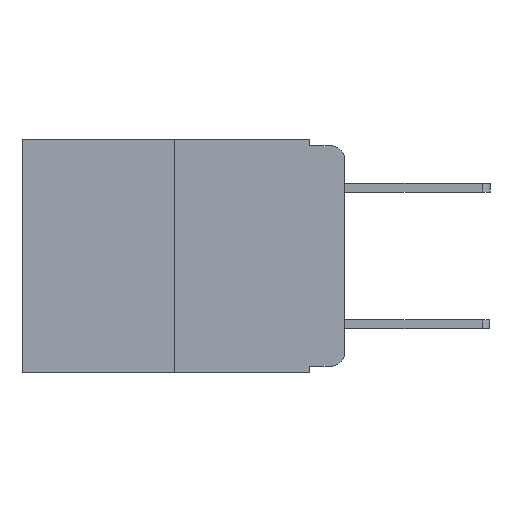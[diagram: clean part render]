
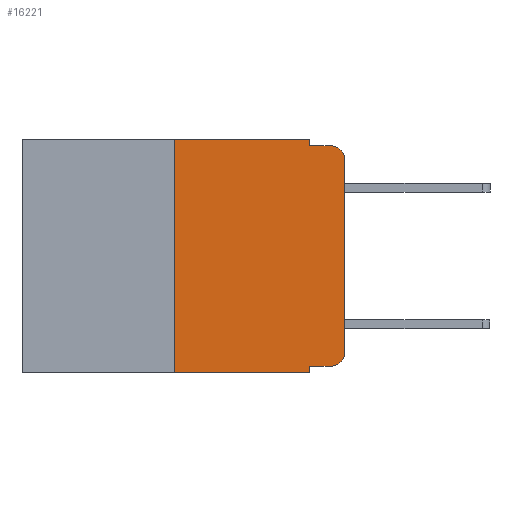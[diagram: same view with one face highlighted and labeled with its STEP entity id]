
A CAD part, left-side view. The second image highlights one B-rep face of the part: STEP entity #16221.
In plain terms, the highlighted planar face has unit normal (-1, 0, 0).
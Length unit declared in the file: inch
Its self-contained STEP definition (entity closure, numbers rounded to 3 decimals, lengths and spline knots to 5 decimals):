
#5 = CARTESIAN_POINT ( 'NONE',  ( 0., 0.473, -0.343 ) ) ;
#167 = DIRECTION ( 'NONE',  ( 0., -1., 0. ) ) ;
#1271 = DIRECTION ( 'NONE',  ( 0., -1., 0. ) ) ;
#1288 = DIRECTION ( 'NONE',  ( 0., 0., -1. ) ) ;
#1575 = CIRCLE ( 'NONE', #7425, 0.02 ) ;
#1704 = LINE ( 'NONE', #9136, #10704 ) ;
#1853 = VECTOR ( 'NONE', #1271, 39.37008 ) ;
#1887 = CIRCLE ( 'NONE', #5045, 0.02 ) ;
#1993 = ORIENTED_EDGE ( 'NONE', *, *, #4288, .F. ) ;
#2601 = VECTOR ( 'NONE', #167, 39.37008 ) ;
#3069 = CARTESIAN_POINT ( 'NONE',  ( 0., 0.473, 0. ) ) ;
#3457 = LINE ( 'NONE', #8752, #20544 ) ;
#3591 = DIRECTION ( 'NONE',  ( -1., 0., 0. ) ) ;
#3965 = ORIENTED_EDGE ( 'NONE', *, *, #19934, .F. ) ;
#4203 = ORIENTED_EDGE ( 'NONE', *, *, #11463, .F. ) ;
#4288 = EDGE_CURVE ( 'NONE', #16573, #11284, #1704, .T. ) ;
#4470 = VERTEX_POINT ( 'NONE', #5627 ) ;
#4750 = ORIENTED_EDGE ( 'NONE', *, *, #10620, .T. ) ;
#5045 = AXIS2_PLACEMENT_3D ( 'NONE', #13619, #3591, #15252 ) ;
#5183 = VERTEX_POINT ( 'NONE', #13336 ) ;
#5627 = CARTESIAN_POINT ( 'NONE',  ( 0., 0.051, 0. ) ) ;
#5840 = LINE ( 'NONE', #11436, #1853 ) ;
#5959 = CARTESIAN_POINT ( 'NONE',  ( 0., 0., -0.313 ) ) ;
#6061 = CARTESIAN_POINT ( 'NONE',  ( 0., 0.051, -0.01 ) ) ;
#6601 = DIRECTION ( 'NONE',  ( 0., -1., 0. ) ) ;
#6941 = DIRECTION ( 'NONE',  ( 0., 0., 1. ) ) ;
#6955 = CARTESIAN_POINT ( 'NONE',  ( 0., 0.051, 0. ) ) ;
#7425 = AXIS2_PLACEMENT_3D ( 'NONE', #8742, #8721, #8970 ) ;
#7668 = EDGE_CURVE ( 'NONE', #18070, #9165, #1575, .T. ) ;
#7755 = CARTESIAN_POINT ( 'NONE',  ( 0., 0.051, -0.343 ) ) ;
#8153 = DIRECTION ( 'NONE',  ( 1., 0., 0. ) ) ;
#8721 = DIRECTION ( 'NONE',  ( -1., 0., 0. ) ) ;
#8742 = CARTESIAN_POINT ( 'NONE',  ( 0., 0.02, -0.313 ) ) ;
#8752 = CARTESIAN_POINT ( 'NONE',  ( 0., 0.25, 0. ) ) ;
#8901 = EDGE_CURVE ( 'NONE', #9165, #12824, #15947, .T. ) ;
#8920 = EDGE_CURVE ( 'NONE', #5183, #18646, #16455, .T. ) ;
#8970 = DIRECTION ( 'NONE',  ( 0., 0., -1. ) ) ;
#9136 = CARTESIAN_POINT ( 'NONE',  ( 0., 0.051, -0.01 ) ) ;
#9163 = ORIENTED_EDGE ( 'NONE', *, *, #18325, .F. ) ;
#9165 = VERTEX_POINT ( 'NONE', #5959 ) ;
#9996 = CARTESIAN_POINT ( 'NONE',  ( 0., 0.473, 0. ) ) ;
#10067 = EDGE_CURVE ( 'NONE', #18594, #4470, #10734, .T. ) ;
#10313 = VECTOR ( 'NONE', #1288, 39.37008 ) ;
#10342 = VECTOR ( 'NONE', #15239, 39.37008 ) ;
#10620 = EDGE_CURVE ( 'NONE', #12416, #18070, #5840, .T. ) ;
#10704 = VECTOR ( 'NONE', #14647, 39.37008 ) ;
#10734 = LINE ( 'NONE', #9996, #15113 ) ;
#10865 = LINE ( 'NONE', #6955, #10342 ) ;
#11284 = VERTEX_POINT ( 'NONE', #17986 ) ;
#11306 = CARTESIAN_POINT ( 'NONE',  ( 0., 0., -0.03 ) ) ;
#11436 = CARTESIAN_POINT ( 'NONE',  ( 0., 0.051, -0.333 ) ) ;
#11463 = EDGE_CURVE ( 'NONE', #5183, #18594, #3457, .T. ) ;
#11584 = VECTOR ( 'NONE', #6941, 39.37008 ) ;
#11802 = ORIENTED_EDGE ( 'NONE', *, *, #10067, .F. ) ;
#12416 = VERTEX_POINT ( 'NONE', #19665 ) ;
#12824 = VERTEX_POINT ( 'NONE', #11306 ) ;
#13330 = AXIS2_PLACEMENT_3D ( 'NONE', #3069, #8153, #19666 ) ;
#13336 = CARTESIAN_POINT ( 'NONE',  ( 0., 0.25, -0.343 ) ) ;
#13487 = FACE_OUTER_BOUND ( 'NONE', #21354, .T. ) ;
#13619 = CARTESIAN_POINT ( 'NONE',  ( 0., 0.02, -0.03 ) ) ;
#14304 = CARTESIAN_POINT ( 'NONE',  ( 0., 0.25, 0. ) ) ;
#14647 = DIRECTION ( 'NONE',  ( 0., -1., 0. ) ) ;
#14704 = LINE ( 'NONE', #21232, #10313 ) ;
#15113 = VECTOR ( 'NONE', #6601, 39.37008 ) ;
#15226 = CARTESIAN_POINT ( 'NONE',  ( 0., 0., 0. ) ) ;
#15239 = DIRECTION ( 'NONE',  ( 0., 0., -1. ) ) ;
#15252 = DIRECTION ( 'NONE',  ( 0., 0., -1. ) ) ;
#15947 = LINE ( 'NONE', #15226, #11584 ) ;
#16221 = ADVANCED_FACE ( 'NONE', ( #13487 ), #18042, .F. ) ;
#16381 = EDGE_CURVE ( 'NONE', #12824, #11284, #1887, .T. ) ;
#16455 = LINE ( 'NONE', #5, #2601 ) ;
#16573 = VERTEX_POINT ( 'NONE', #6061 ) ;
#16645 = ORIENTED_EDGE ( 'NONE', *, *, #16381, .T. ) ;
#17961 = CARTESIAN_POINT ( 'NONE',  ( 0., 0.02, -0.333 ) ) ;
#17986 = CARTESIAN_POINT ( 'NONE',  ( 0., 0.02, -0.01 ) ) ;
#18042 = PLANE ( 'NONE',  #13330 ) ;
#18070 = VERTEX_POINT ( 'NONE', #17961 ) ;
#18158 = ORIENTED_EDGE ( 'NONE', *, *, #8901, .T. ) ;
#18325 = EDGE_CURVE ( 'NONE', #4470, #16573, #10865, .T. ) ;
#18594 = VERTEX_POINT ( 'NONE', #14304 ) ;
#18646 = VERTEX_POINT ( 'NONE', #7755 ) ;
#18709 = DIRECTION ( 'NONE',  ( 0., 0., 1. ) ) ;
#18762 = ORIENTED_EDGE ( 'NONE', *, *, #7668, .T. ) ;
#19665 = CARTESIAN_POINT ( 'NONE',  ( 0., 0.051, -0.333 ) ) ;
#19666 = DIRECTION ( 'NONE',  ( 0., 0., -1. ) ) ;
#19733 = ORIENTED_EDGE ( 'NONE', *, *, #8920, .T. ) ;
#19934 = EDGE_CURVE ( 'NONE', #12416, #18646, #14704, .T. ) ;
#20544 = VECTOR ( 'NONE', #18709, 39.37008 ) ;
#21232 = CARTESIAN_POINT ( 'NONE',  ( 0., 0.051, 0. ) ) ;
#21354 = EDGE_LOOP ( 'NONE', ( #18158, #16645, #1993, #9163, #11802, #4203, #19733, #3965, #4750, #18762 ) ) ;
